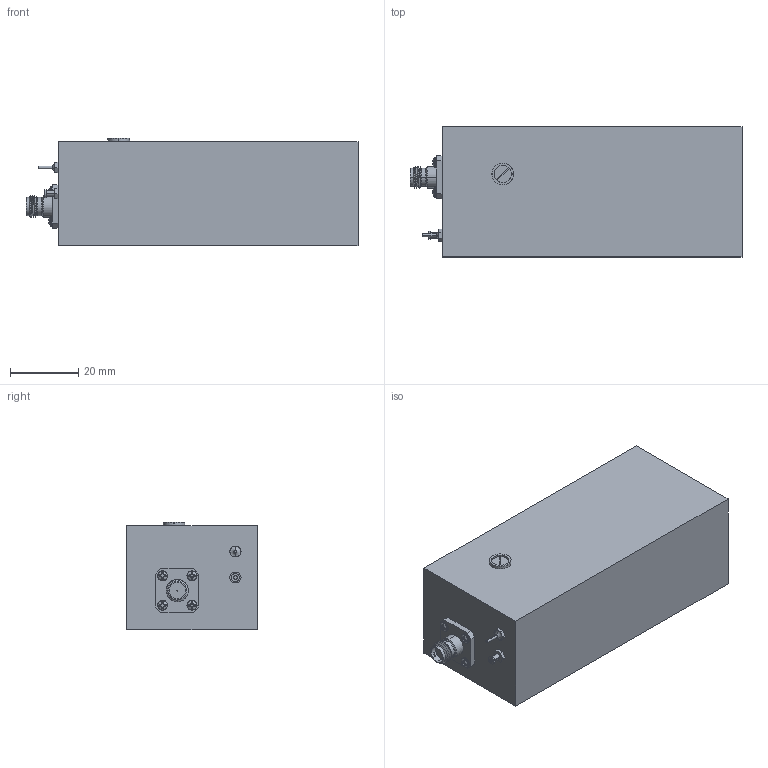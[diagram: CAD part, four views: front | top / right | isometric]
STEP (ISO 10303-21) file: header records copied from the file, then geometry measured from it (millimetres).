
FILE_DESCRIPTION (( 'STEP AP203' ), '1' );
FILE_NAME ('SOD-04304115-SF-C2.STEP', '2019-04-12T18:14:38', ( '' ), ( '' ), 'SwSTEP 2.0', 'SolidWorks 2016', '' );
FILE_SCHEMA (( 'CONFIG_CONTROL_DESIGN' ));
Length unit declared in the file: inch
Products named in the file (1): SOD-04304115-SF-C2
Bounding box: 97.28 x 38.1 x 31.38 mm (x, y, z)
Volume: 102566.9 mm3; surface area: 15819 mm2
Topology: 9 solids, 9 shells, 590 faces, 1614 edges, 1052 vertices
Faces by surface type: cylinder 337, plane 143, cone 61, bspline 21, torus 20, sphere 8
Entity records: 25123 total; most frequent: CARTESIAN_POINT 11715, ORIENTED_EDGE 3208, DIRECTION 2443, EDGE_CURVE 1604, VERTEX_POINT 1052, AXIS2_PLACEMENT_3D 928, EDGE_LOOP 620, FACE_OUTER_BOUND 590
